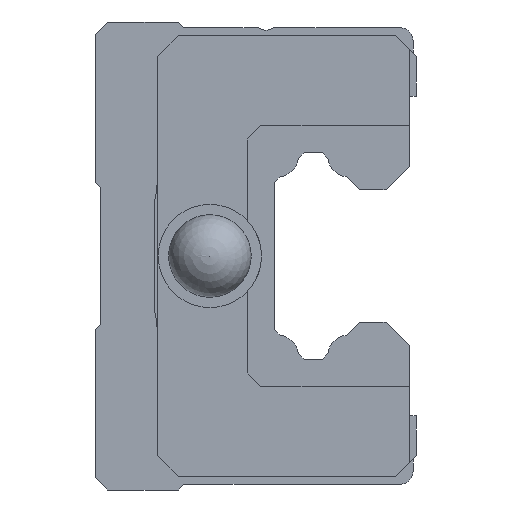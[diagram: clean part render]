
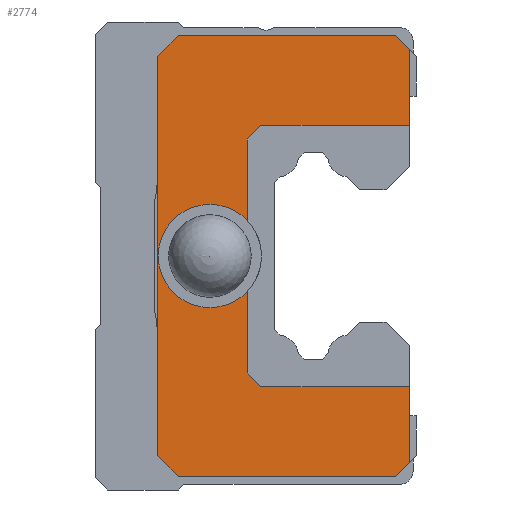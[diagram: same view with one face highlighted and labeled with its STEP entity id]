
A CAD part, left-side view. The second image highlights one B-rep face of the part: STEP entity #2774.
In plain terms, the highlighted planar face has unit normal (-1, 0, 0).
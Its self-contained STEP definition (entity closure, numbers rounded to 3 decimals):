
#38=LINE('',#3869,#358);
#44=LINE('',#3883,#364);
#53=LINE('',#3902,#373);
#60=LINE('',#3918,#380);
#64=LINE('',#3925,#384);
#96=LINE('',#3992,#416);
#112=LINE('',#4025,#432);
#115=LINE('',#4030,#435);
#151=LINE('',#4103,#471);
#169=LINE('',#4138,#489);
#175=LINE('',#4151,#495);
#280=LINE('',#4443,#600);
#281=LINE('',#4445,#601);
#282=LINE('',#4446,#602);
#283=LINE('',#4448,#603);
#358=VECTOR('',#3117,1000.);
#364=VECTOR('',#3125,1000.);
#373=VECTOR('',#3136,1000.);
#380=VECTOR('',#3149,1000.);
#384=VECTOR('',#3155,1000.);
#416=VECTOR('',#3199,1000.);
#432=VECTOR('',#3217,1000.);
#435=VECTOR('',#3222,1000.);
#471=VECTOR('',#3280,1000.);
#489=VECTOR('',#3304,1000.);
#495=VECTOR('',#3312,1000.);
#600=VECTOR('',#3615,1000.);
#601=VECTOR('',#3616,1000.);
#602=VECTOR('',#3617,1000.);
#603=VECTOR('',#3618,1000.);
#756=PLANE('',#2998);
#1329=ORIENTED_EDGE('',*,*,#1880,.T.);
#1330=ORIENTED_EDGE('',*,*,#1608,.T.);
#1331=ORIENTED_EDGE('',*,*,#1881,.F.);
#1332=ORIENTED_EDGE('',*,*,#1602,.T.);
#1333=ORIENTED_EDGE('',*,*,#1882,.T.);
#1334=ORIENTED_EDGE('',*,*,#1883,.T.);
#1335=ORIENTED_EDGE('',*,*,#1737,.F.);
#1336=ORIENTED_EDGE('',*,*,#1629,.F.);
#1337=ORIENTED_EDGE('',*,*,#1625,.F.);
#1338=ORIENTED_EDGE('',*,*,#1617,.F.);
#1339=ORIENTED_EDGE('',*,*,#1719,.F.);
#1340=ORIENTED_EDGE('',*,*,#1662,.F.);
#1341=ORIENTED_EDGE('',*,*,#1681,.F.);
#1342=ORIENTED_EDGE('',*,*,#1678,.F.);
#1343=ORIENTED_EDGE('',*,*,#1743,.F.);
#1344=ORIENTED_EDGE('',*,*,#1884,.T.);
#1345=ORIENTED_EDGE('',*,*,#1885,.T.);
#1602=EDGE_CURVE('',#1982,#1983,#38,.T.);
#1608=EDGE_CURVE('',#1989,#1988,#44,.T.);
#1617=EDGE_CURVE('',#1997,#1998,#53,.T.);
#1625=EDGE_CURVE('',#1998,#2004,#60,.T.);
#1629=EDGE_CURVE('',#2004,#2006,#64,.T.);
#1662=EDGE_CURVE('',#2034,#2035,#96,.T.);
#1678=EDGE_CURVE('',#2050,#2051,#112,.T.);
#1681=EDGE_CURVE('',#2051,#2034,#115,.T.);
#1719=EDGE_CURVE('',#2035,#1997,#151,.T.);
#1737=EDGE_CURVE('',#2006,#2092,#169,.T.);
#1743=EDGE_CURVE('',#2097,#2050,#175,.T.);
#1880=EDGE_CURVE('',#2185,#2185,#2276,.T.);
#1881=EDGE_CURVE('',#1982,#1988,#2277,.T.);
#1882=EDGE_CURVE('',#1983,#2186,#280,.T.);
#1883=EDGE_CURVE('',#2186,#2092,#281,.T.);
#1884=EDGE_CURVE('',#2097,#2187,#282,.T.);
#1885=EDGE_CURVE('',#2187,#1989,#283,.T.);
#1982=VERTEX_POINT('',#3870);
#1983=VERTEX_POINT('',#3871);
#1988=VERTEX_POINT('',#3882);
#1989=VERTEX_POINT('',#3884);
#1997=VERTEX_POINT('',#3901);
#1998=VERTEX_POINT('',#3903);
#2004=VERTEX_POINT('',#3919);
#2006=VERTEX_POINT('',#3926);
#2034=VERTEX_POINT('',#3991);
#2035=VERTEX_POINT('',#3993);
#2050=VERTEX_POINT('',#4024);
#2051=VERTEX_POINT('',#4026);
#2092=VERTEX_POINT('',#4139);
#2097=VERTEX_POINT('',#4150);
#2185=VERTEX_POINT('',#4441);
#2186=VERTEX_POINT('',#4444);
#2187=VERTEX_POINT('',#4447);
#2276=CIRCLE('',#2999,2.);
#2277=CIRCLE('',#3000,3.751);
#2419=EDGE_LOOP('',(#1329));
#2420=EDGE_LOOP('',(#1330,#1331,#1332,#1333,#1334,#1335,#1336,#1337,#1338,
#1339,#1340,#1341,#1342,#1343,#1344,#1345));
#2611=FACE_BOUND('',#2419,.T.);
#2612=FACE_BOUND('',#2420,.T.);
#2774=ADVANCED_FACE('',(#2611,#2612),#756,.F.);
#2998=AXIS2_PLACEMENT_3D('',#4439,#3609,#3610);
#2999=AXIS2_PLACEMENT_3D('',#4440,#3611,#3612);
#3000=AXIS2_PLACEMENT_3D('',#4442,#3613,#3614);
#3117=DIRECTION('',(0.,0.,1.));
#3125=DIRECTION('',(0.,0.,1.));
#3136=DIRECTION('',(0.,-0.707,0.707));
#3149=DIRECTION('',(0.,-1.,0.));
#3155=DIRECTION('',(0.,-0.707,-0.707));
#3199=DIRECTION('',(0.,0.707,0.707));
#3217=DIRECTION('',(0.,0.707,-0.707));
#3222=DIRECTION('',(0.,1.,0.));
#3280=DIRECTION('',(0.,0.,1.));
#3304=DIRECTION('',(0.,0.,-1.));
#3312=DIRECTION('',(0.,0.,-1.));
#3609=DIRECTION('',(1.,0.,0.));
#3610=DIRECTION('',(0.,0.,-1.));
#3611=DIRECTION('',(1.,0.,0.));
#3612=DIRECTION('',(0.,0.,-1.));
#3613=DIRECTION('',(1.,0.,0.));
#3614=DIRECTION('',(0.,0.,-1.));
#3615=DIRECTION('',(0.,-0.707,0.707));
#3616=DIRECTION('',(0.,-1.,0.));
#3617=DIRECTION('',(0.,1.,0.));
#3618=DIRECTION('',(0.,0.707,0.707));
#3869=CARTESIAN_POINT('',(-26.3,12.3,-8.5));
#3870=CARTESIAN_POINT('',(-26.3,12.3,2.604));
#3871=CARTESIAN_POINT('',(-26.3,12.3,8.5));
#3882=CARTESIAN_POINT('',(-26.3,12.3,-2.604));
#3883=CARTESIAN_POINT('',(-26.3,12.3,-8.5));
#3884=CARTESIAN_POINT('',(-26.3,12.3,-8.5));
#3901=CARTESIAN_POINT('',(-26.3,18.8,14.5));
#3902=CARTESIAN_POINT('',(-26.3,18.8,14.5));
#3903=CARTESIAN_POINT('',(-26.3,17.3,16.));
#3918=CARTESIAN_POINT('',(-26.3,23.3,16.));
#3919=CARTESIAN_POINT('',(-26.3,1.5,16.));
#3925=CARTESIAN_POINT('',(-26.3,1.5,16.));
#3926=CARTESIAN_POINT('',(-26.3,0.5,15.));
#3991=CARTESIAN_POINT('',(-26.3,17.3,-16.));
#3992=CARTESIAN_POINT('',(-26.3,17.3,-16.));
#3993=CARTESIAN_POINT('',(-26.3,18.8,-14.5));
#4024=CARTESIAN_POINT('',(-26.3,0.5,-15.));
#4025=CARTESIAN_POINT('',(-26.3,0.,-14.5));
#4026=CARTESIAN_POINT('',(-26.3,1.5,-16.));
#4030=CARTESIAN_POINT('',(-26.3,0.,-16.));
#4103=CARTESIAN_POINT('',(-26.3,18.8,-14.5));
#4138=CARTESIAN_POINT('',(-26.3,0.5,12.));
#4139=CARTESIAN_POINT('',(-26.3,0.5,9.5));
#4150=CARTESIAN_POINT('',(-26.3,0.5,-9.5));
#4151=CARTESIAN_POINT('',(-26.3,0.5,12.));
#4439=CARTESIAN_POINT('',(-26.3,0.,0.));
#4440=CARTESIAN_POINT('',(-26.3,15.,0.));
#4441=CARTESIAN_POINT('',(-26.3,15.,-2.));
#4442=CARTESIAN_POINT('',(-26.3,15.,0.));
#4443=CARTESIAN_POINT('',(-26.3,12.3,8.5));
#4444=CARTESIAN_POINT('',(-26.3,11.3,9.5));
#4445=CARTESIAN_POINT('',(-26.3,11.3,9.5));
#4446=CARTESIAN_POINT('',(-26.3,0.5,-9.5));
#4447=CARTESIAN_POINT('',(-26.3,11.3,-9.5));
#4448=CARTESIAN_POINT('',(-26.3,11.3,-9.5));
